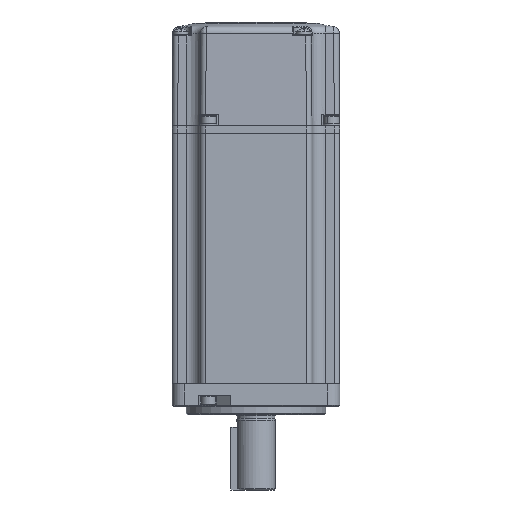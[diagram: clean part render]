
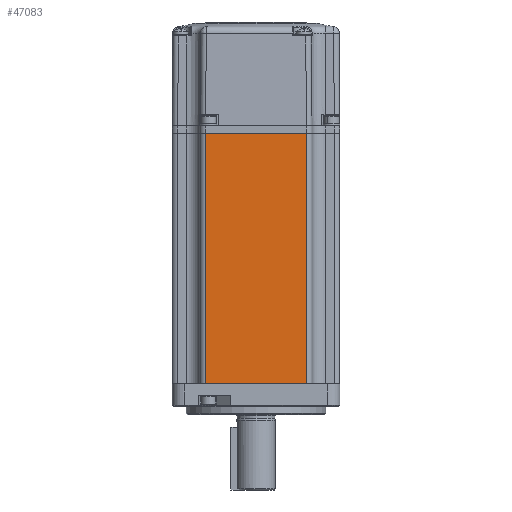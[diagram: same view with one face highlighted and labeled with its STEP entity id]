
A CAD part, front view. The second image highlights one B-rep face of the part: STEP entity #47083.
In plain terms, the highlighted planar face has unit normal (0, -1, 0).
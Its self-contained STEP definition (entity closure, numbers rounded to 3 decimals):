
#2276 = AXIS2_PLACEMENT_3D ( 'NONE', #28647, #28653, #28654 ) ;
#3473 = CARTESIAN_POINT ( 'NONE',  ( -18., -30., 7.25 ) ) ;
#3474 = CARTESIAN_POINT ( 'NONE',  ( 18., -30., 7.25 ) ) ;
#3479 = CARTESIAN_POINT ( 'NONE',  ( 18., -30., 96.75 ) ) ;
#3484 = CARTESIAN_POINT ( 'NONE',  ( -18., -30., 96.75 ) ) ;
#10205 = EDGE_CURVE ( 'NONE', #15636, #15631, #26091, .T. ) ;
#10232 = EDGE_CURVE ( 'NONE', #15626, #15631, #26133, .T. ) ;
#10238 = EDGE_CURVE ( 'NONE', #15626, #15625, #26145, .T. ) ;
#10247 = EDGE_CURVE ( 'NONE', #15636, #15625, #26160, .T. ) ;
#11109 = CARTESIAN_POINT ( 'NONE',  ( -30., -30., 96.75 ) ) ;
#11115 = DIRECTION ( 'NONE',  ( 1., 0., 0. ) ) ;
#11268 = CARTESIAN_POINT ( 'NONE',  ( 18., -30., 98. ) ) ;
#11270 = DIRECTION ( 'NONE',  ( 0., 0., 1. ) ) ;
#11280 = CARTESIAN_POINT ( 'NONE',  ( 30., -30., 7.25 ) ) ;
#11281 = DIRECTION ( 'NONE',  ( -1., 0., 0. ) ) ;
#11300 = CARTESIAN_POINT ( 'NONE',  ( -18., -30., 98. ) ) ;
#11305 = DIRECTION ( 'NONE',  ( 0., 0., -1. ) ) ;
#15625 = VERTEX_POINT ( 'NONE', #3473 ) ;
#15626 = VERTEX_POINT ( 'NONE', #3474 ) ;
#15631 = VERTEX_POINT ( 'NONE', #3479 ) ;
#15636 = VERTEX_POINT ( 'NONE', #3484 ) ;
#26091 = LINE ( 'NONE', #11109, #26093 ) ;
#26093 = VECTOR ( 'NONE', #11115, 1000. ) ;
#26133 = LINE ( 'NONE', #11268, #26136 ) ;
#26136 = VECTOR ( 'NONE', #11270, 1000. ) ;
#26145 = LINE ( 'NONE', #11280, #26148 ) ;
#26148 = VECTOR ( 'NONE', #11281, 1000. ) ;
#26160 = LINE ( 'NONE', #11300, #26161 ) ;
#26161 = VECTOR ( 'NONE', #11305, 1000. ) ;
#27987 = EDGE_LOOP ( 'NONE', ( #32497, #32498, #32499, #32500 ) ) ;
#28647 = CARTESIAN_POINT ( 'NONE',  ( -20., -30., 98. ) ) ;
#28651 = PLANE ( 'NONE',  #2276 ) ;
#28653 = DIRECTION ( 'NONE',  ( 0., 1., 0. ) ) ;
#28654 = DIRECTION ( 'NONE',  ( -1., 0., 0. ) ) ;
#30398 = FACE_OUTER_BOUND ( 'NONE', #27987, .T. ) ;
#32497 = ORIENTED_EDGE ( 'NONE', *, *, #10238, .F. ) ;
#32498 = ORIENTED_EDGE ( 'NONE', *, *, #10232, .T. ) ;
#32499 = ORIENTED_EDGE ( 'NONE', *, *, #10205, .F. ) ;
#32500 = ORIENTED_EDGE ( 'NONE', *, *, #10247, .T. ) ;
#47083 = ADVANCED_FACE ( 'NONE', ( #30398 ), #28651, .F. ) ;
